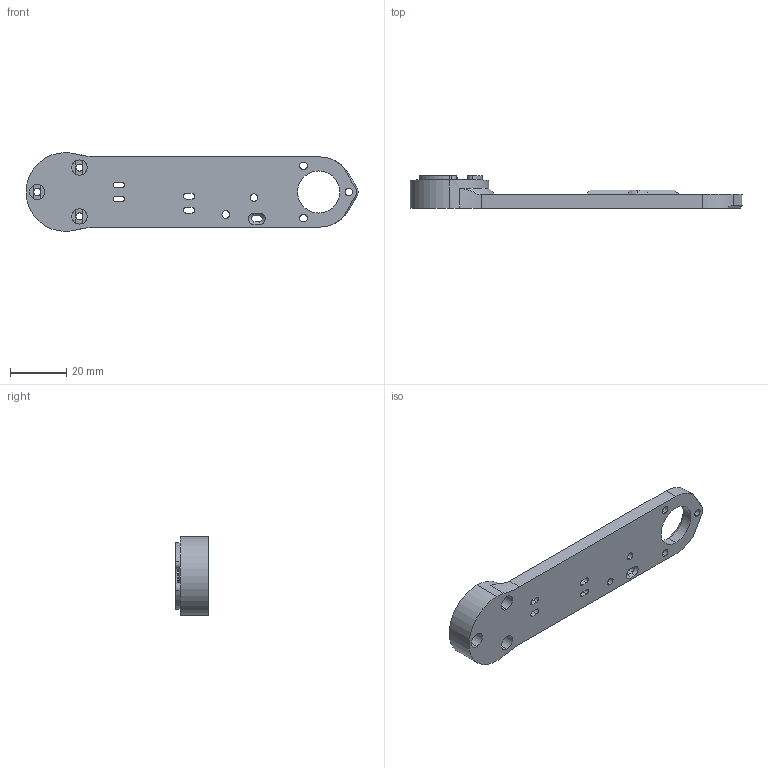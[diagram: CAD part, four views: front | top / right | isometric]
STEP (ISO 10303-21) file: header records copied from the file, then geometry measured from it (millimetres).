
FILE_DESCRIPTION (( 'STEP AP214' ), '1' );
FILE_NAME ('GIM3505湮虯衵-3D.STEP', '2025-08-24T06:21:15', ( '' ), ( '' ), 'SwSTEP 2.0', 'SolidWorks 2018', '' );
FILE_SCHEMA (( 'AUTOMOTIVE_DESIGN' ));
Length unit declared in the file: millimetre
Products named in the file (1): GIM3505湮虯衵-3D
Bounding box: 117.99 x 11.5 x 28 mm (x, y, z)
Volume: 16103.8 mm3; surface area: 8278.9 mm2
Topology: 1 solids, 1 shells, 151 faces, 414 edges, 268 vertices
Faces by surface type: plane 68, cylinder 62, cone 19, bspline 2
Entity records: 5127 total; most frequent: CARTESIAN_POINT 1104, DIRECTION 863, ORIENTED_EDGE 828, EDGE_CURVE 414, AXIS2_PLACEMENT_3D 327, VERTEX_POINT 268, VECTOR 209, LINE 209
